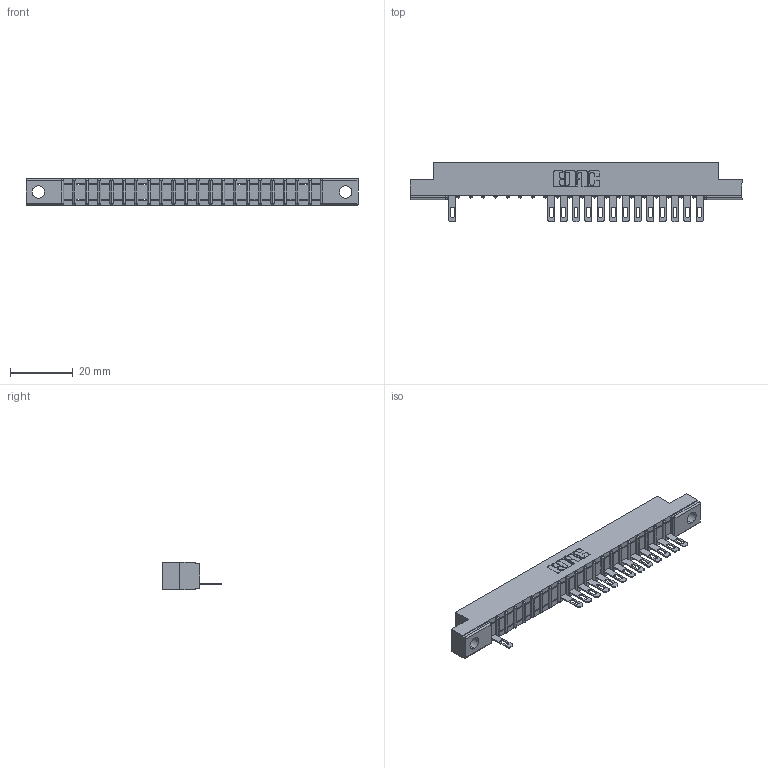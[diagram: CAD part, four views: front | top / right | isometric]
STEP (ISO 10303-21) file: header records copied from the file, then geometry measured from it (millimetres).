
FILE_DESCRIPTION (( 'STEP AP203' ), '1' );
FILE_NAME ('307-021-505-102.STEP', '2018-08-04T02:06:55', ( '' ), ( '' ), 'SwSTEP 2.0', 'SolidWorks 2016', '' );
FILE_SCHEMA (( 'CONFIG_CONTROL_DESIGN' ));
Length unit declared in the file: inch
Products named in the file (3): 307 Part_.128 Dia Mounting Holes; 307-290-001_505; 307-021-505-102
Assembly tree (15 placements, depth 2):
  307-021-505-102
    307 Part_.128 Dia Mounting Holes
    307-290-001_505  x14
Bounding box: 106.22 x 19.18 x 8.71 mm (x, y, z)
Volume: 6538.6 mm3; surface area: 9429.3 mm2
Topology: 15 solids, 15 shells, 1064 faces, 3039 edges, 1946 vertices
Faces by surface type: plane 658, cylinder 362, sphere 44
Entity records: 20344 total; most frequent: CARTESIAN_POINT 3449, ORIENTED_EDGE 3442, DIRECTION 3361, EDGE_CURVE 1721, LINE 1309, VECTOR 1309, VERTEX_POINT 1114, AXIS2_PLACEMENT_3D 1026
